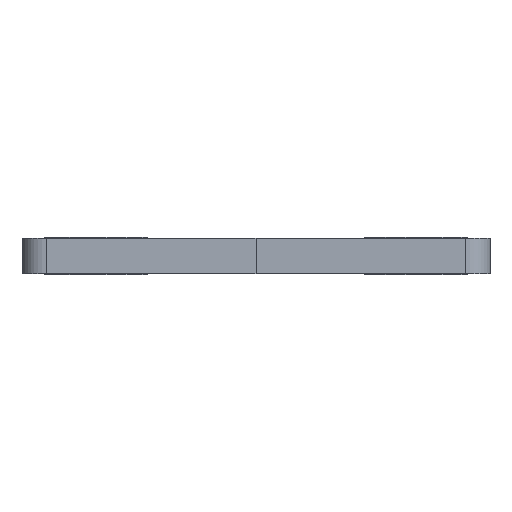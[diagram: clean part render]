
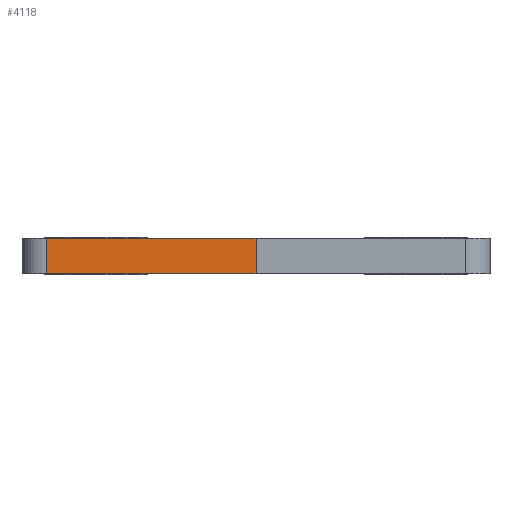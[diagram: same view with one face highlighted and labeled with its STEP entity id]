
A CAD part, left-side view. The second image highlights one B-rep face of the part: STEP entity #4118.
In plain terms, the highlighted planar face has unit normal (-1, 0, 0).
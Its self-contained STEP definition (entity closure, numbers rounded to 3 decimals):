
#3553 = VERTEX_POINT('',#3554);
#3554 = CARTESIAN_POINT('',(99.5,-102.8,0.));
#3561 = EDGE_CURVE('',#3562,#3553,#3564,.T.);
#3562 = VERTEX_POINT('',#3563);
#3563 = CARTESIAN_POINT('',(99.5,-111.3,0.));
#3564 = LINE('',#3565,#3566);
#3565 = CARTESIAN_POINT('',(99.5,-111.3,0.));
#3566 = VECTOR('',#3567,1.);
#3567 = DIRECTION('',(0.,1.,0.));
#3822 = VERTEX_POINT('',#3823);
#3823 = CARTESIAN_POINT('',(99.5,-102.8,1.425));
#3830 = EDGE_CURVE('',#3831,#3822,#3833,.T.);
#3831 = VERTEX_POINT('',#3832);
#3832 = CARTESIAN_POINT('',(99.5,-111.3,1.425));
#3833 = LINE('',#3834,#3835);
#3834 = CARTESIAN_POINT('',(99.5,-111.3,1.425));
#3835 = VECTOR('',#3836,1.);
#3836 = DIRECTION('',(0.,1.,0.));
#4088 = EDGE_CURVE('',#3553,#3822,#4089,.T.);
#4089 = LINE('',#4090,#4091);
#4090 = CARTESIAN_POINT('',(99.5,-102.8,0.));
#4091 = VECTOR('',#4092,1.);
#4092 = DIRECTION('',(0.,0.,1.));
#4118 = ADVANCED_FACE('',(#4119),#4130,.T.);
#4119 = FACE_BOUND('',#4120,.T.);
#4120 = EDGE_LOOP('',(#4121,#4127,#4128,#4129));
#4121 = ORIENTED_EDGE('',*,*,#4122,.T.);
#4122 = EDGE_CURVE('',#3562,#3831,#4123,.T.);
#4123 = LINE('',#4124,#4125);
#4124 = CARTESIAN_POINT('',(99.5,-111.3,0.));
#4125 = VECTOR('',#4126,1.);
#4126 = DIRECTION('',(0.,0.,1.));
#4127 = ORIENTED_EDGE('',*,*,#3830,.T.);
#4128 = ORIENTED_EDGE('',*,*,#4088,.F.);
#4129 = ORIENTED_EDGE('',*,*,#3561,.F.);
#4130 = PLANE('',#4131);
#4131 = AXIS2_PLACEMENT_3D('',#4132,#4133,#4134);
#4132 = CARTESIAN_POINT('',(99.5,-111.3,0.));
#4133 = DIRECTION('',(-1.,0.,0.));
#4134 = DIRECTION('',(0.,1.,0.));
